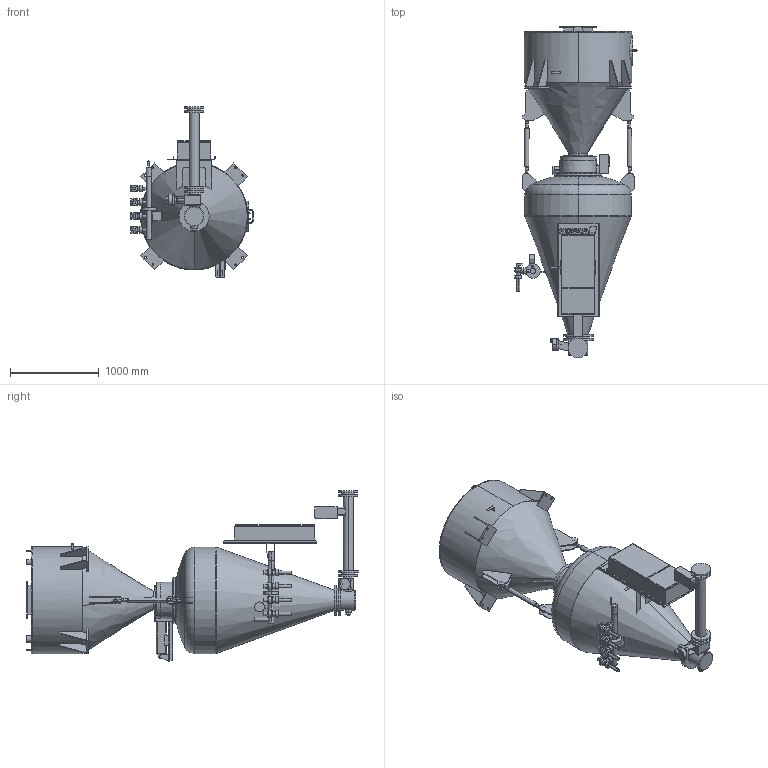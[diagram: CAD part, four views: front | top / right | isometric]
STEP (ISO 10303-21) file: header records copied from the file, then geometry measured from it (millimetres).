
FILE_DESCRIPTION (( 'STEP AP203' ), '1' );
FILE_NAME ('ELMO1000L-KOPAR.STEP', '2021-04-09T12:21:37', ( '' ), ( '' ), 'SwSTEP 2.0', 'SolidWorks 2017', '' );
FILE_SCHEMA (( 'CONFIG_CONTROL_DESIGN' ));
Length unit declared in the file: millimetre
Products named in the file (1): ELMO1000L-KOPAR
Bounding box: 1377.25 x 3739.5 x 1916.5 mm (x, y, z)
Volume: 2260178642.8 mm3; surface area: 17617405.5 mm2
Topology: 9 solids, 9 shells, 1014 faces, 2511 edges, 1610 vertices
Faces by surface type: plane 598, cylinder 356, cone 28, torus 14, bspline 10, sphere 8
Entity records: 32404 total; most frequent: CARTESIAN_POINT 7723, DIRECTION 5176, ORIENTED_EDGE 5006, EDGE_CURVE 2503, AXIS2_PLACEMENT_3D 1773, VECTOR 1630, LINE 1630, VERTEX_POINT 1610
